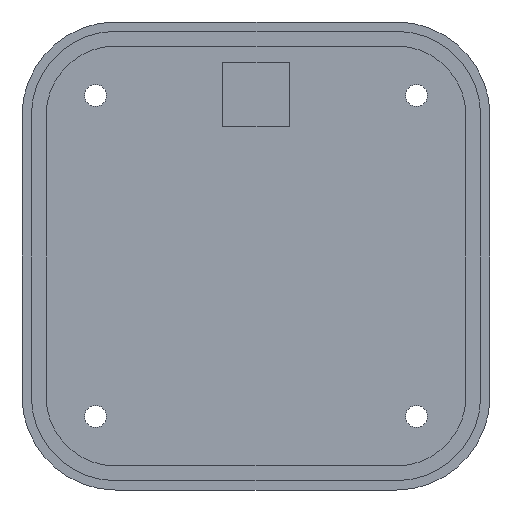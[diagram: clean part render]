
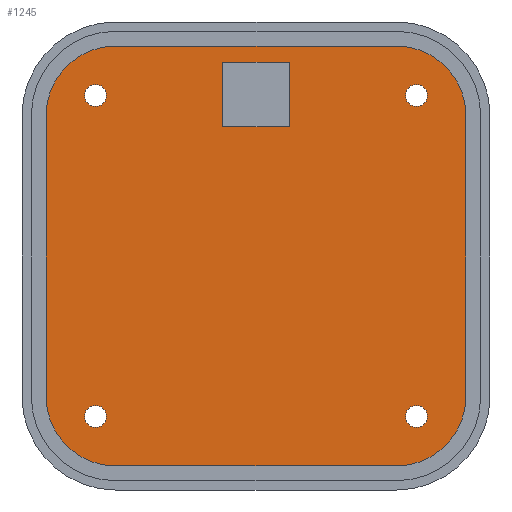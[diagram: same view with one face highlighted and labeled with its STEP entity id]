
A CAD part, front view. The second image highlights one B-rep face of the part: STEP entity #1245.
In plain terms, the highlighted planar face has unit normal (0, -1, 0).
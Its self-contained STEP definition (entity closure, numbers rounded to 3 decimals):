
#38=FACE_BOUND('',#239,.T.);
#39=FACE_BOUND('',#240,.T.);
#40=FACE_BOUND('',#241,.T.);
#41=FACE_BOUND('',#242,.T.);
#42=FACE_BOUND('',#243,.T.);
#79=PLANE('',#1385);
#153=FACE_OUTER_BOUND('',#238,.T.);
#238=EDGE_LOOP('',(#1077,#1078,#1079,#1080,#1081,#1082,#1083,#1084));
#239=EDGE_LOOP('',(#1085));
#240=EDGE_LOOP('',(#1086));
#241=EDGE_LOOP('',(#1087));
#242=EDGE_LOOP('',(#1088));
#243=EDGE_LOOP('',(#1089,#1090,#1091,#1092));
#307=LINE('',#2080,#413);
#312=LINE('',#2094,#418);
#316=LINE('',#2106,#422);
#320=LINE('',#2118,#426);
#343=LINE('',#2189,#449);
#345=LINE('',#2193,#451);
#346=LINE('',#2195,#452);
#347=LINE('',#2196,#453);
#413=VECTOR('',#1601,10.);
#418=VECTOR('',#1614,10.);
#422=VECTOR('',#1626,10.);
#426=VECTOR('',#1638,10.);
#449=VECTOR('',#1709,10.);
#451=VECTOR('',#1713,10.);
#452=VECTOR('',#1714,10.);
#453=VECTOR('',#1715,10.);
#498=CIRCLE('',#1326,1.65);
#500=CIRCLE('',#1329,1.65);
#502=CIRCLE('',#1332,1.65);
#504=CIRCLE('',#1335,1.65);
#509=CIRCLE('',#1350,10.4);
#511=CIRCLE('',#1354,10.4);
#513=CIRCLE('',#1358,10.4);
#515=CIRCLE('',#1362,10.4);
#578=VERTEX_POINT('',#2036);
#580=VERTEX_POINT('',#2042);
#582=VERTEX_POINT('',#2048);
#584=VERTEX_POINT('',#2054);
#589=VERTEX_POINT('',#2078);
#590=VERTEX_POINT('',#2079);
#593=VERTEX_POINT('',#2087);
#595=VERTEX_POINT('',#2093);
#597=VERTEX_POINT('',#2099);
#599=VERTEX_POINT('',#2105);
#601=VERTEX_POINT('',#2111);
#603=VERTEX_POINT('',#2117);
#626=VERTEX_POINT('',#2186);
#627=VERTEX_POINT('',#2188);
#628=VERTEX_POINT('',#2192);
#629=VERTEX_POINT('',#2194);
#715=EDGE_CURVE('',#578,#578,#498,.T.);
#718=EDGE_CURVE('',#580,#580,#500,.T.);
#721=EDGE_CURVE('',#582,#582,#502,.T.);
#724=EDGE_CURVE('',#584,#584,#504,.T.);
#733=EDGE_CURVE('',#589,#590,#307,.T.);
#737=EDGE_CURVE('',#593,#589,#509,.T.);
#740=EDGE_CURVE('',#595,#593,#312,.T.);
#743=EDGE_CURVE('',#597,#595,#511,.T.);
#746=EDGE_CURVE('',#599,#597,#316,.T.);
#749=EDGE_CURVE('',#601,#599,#513,.T.);
#752=EDGE_CURVE('',#603,#601,#320,.T.);
#755=EDGE_CURVE('',#590,#603,#515,.T.);
#787=EDGE_CURVE('',#627,#626,#343,.T.);
#789=EDGE_CURVE('',#626,#628,#345,.T.);
#790=EDGE_CURVE('',#628,#629,#346,.T.);
#791=EDGE_CURVE('',#629,#627,#347,.T.);
#1077=ORIENTED_EDGE('',*,*,#733,.T.);
#1078=ORIENTED_EDGE('',*,*,#755,.T.);
#1079=ORIENTED_EDGE('',*,*,#752,.T.);
#1080=ORIENTED_EDGE('',*,*,#749,.T.);
#1081=ORIENTED_EDGE('',*,*,#746,.T.);
#1082=ORIENTED_EDGE('',*,*,#743,.T.);
#1083=ORIENTED_EDGE('',*,*,#740,.T.);
#1084=ORIENTED_EDGE('',*,*,#737,.T.);
#1085=ORIENTED_EDGE('',*,*,#715,.T.);
#1086=ORIENTED_EDGE('',*,*,#718,.T.);
#1087=ORIENTED_EDGE('',*,*,#721,.T.);
#1088=ORIENTED_EDGE('',*,*,#724,.T.);
#1089=ORIENTED_EDGE('',*,*,#787,.T.);
#1090=ORIENTED_EDGE('',*,*,#789,.T.);
#1091=ORIENTED_EDGE('',*,*,#790,.T.);
#1092=ORIENTED_EDGE('',*,*,#791,.T.);
#1245=ADVANCED_FACE('',(#153,#38,#39,#40,#41,#42),#79,.T.);
#1326=AXIS2_PLACEMENT_3D('',#2038,#1548,#1549);
#1329=AXIS2_PLACEMENT_3D('',#2044,#1555,#1556);
#1332=AXIS2_PLACEMENT_3D('',#2050,#1562,#1563);
#1335=AXIS2_PLACEMENT_3D('',#2056,#1569,#1570);
#1350=AXIS2_PLACEMENT_3D('',#2088,#1607,#1608);
#1354=AXIS2_PLACEMENT_3D('',#2100,#1619,#1620);
#1358=AXIS2_PLACEMENT_3D('',#2112,#1631,#1632);
#1362=AXIS2_PLACEMENT_3D('',#2123,#1643,#1644);
#1385=AXIS2_PLACEMENT_3D('',#2191,#1711,#1712);
#1548=DIRECTION('center_axis',(0.,1.,0.));
#1549=DIRECTION('ref_axis',(-1.,0.,0.));
#1555=DIRECTION('center_axis',(0.,1.,0.));
#1556=DIRECTION('ref_axis',(-1.,0.,0.));
#1562=DIRECTION('center_axis',(0.,1.,0.));
#1563=DIRECTION('ref_axis',(-1.,0.,0.));
#1569=DIRECTION('center_axis',(0.,1.,0.));
#1570=DIRECTION('ref_axis',(-1.,0.,0.));
#1601=DIRECTION('',(-1.,0.,0.));
#1607=DIRECTION('center_axis',(0.,-1.,0.));
#1608=DIRECTION('ref_axis',(1.,0.,0.));
#1614=DIRECTION('',(0.,0.,1.));
#1619=DIRECTION('center_axis',(0.,-1.,0.));
#1620=DIRECTION('ref_axis',(0.,0.,-1.));
#1626=DIRECTION('',(1.,0.,0.));
#1631=DIRECTION('center_axis',(0.,-1.,0.));
#1632=DIRECTION('ref_axis',(-1.,0.,0.));
#1638=DIRECTION('',(0.,0.,-1.));
#1643=DIRECTION('center_axis',(0.,-1.,0.));
#1644=DIRECTION('ref_axis',(0.,0.,1.));
#1709=DIRECTION('',(-1.,0.,0.));
#1711=DIRECTION('center_axis',(0.,-1.,0.));
#1712=DIRECTION('ref_axis',(1.,0.,0.));
#1713=DIRECTION('',(0.,0.,1.));
#1714=DIRECTION('',(1.,0.,0.));
#1715=DIRECTION('',(0.,0.,-1.));
#2036=CARTESIAN_POINT('',(25.65,-8.,24.));
#2038=CARTESIAN_POINT('Origin',(24.,-8.,24.));
#2042=CARTESIAN_POINT('',(-22.35,-8.,-24.));
#2044=CARTESIAN_POINT('Origin',(-24.,-8.,-24.));
#2048=CARTESIAN_POINT('',(25.65,-8.,-24.));
#2050=CARTESIAN_POINT('Origin',(24.,-8.,-24.));
#2054=CARTESIAN_POINT('',(-22.35,-8.,24.));
#2056=CARTESIAN_POINT('Origin',(-24.,-8.,24.));
#2078=CARTESIAN_POINT('',(21.,-8.,31.4));
#2079=CARTESIAN_POINT('',(-21.,-8.,31.4));
#2080=CARTESIAN_POINT('',(10.5,-8.,31.4));
#2087=CARTESIAN_POINT('',(31.4,-8.,21.));
#2088=CARTESIAN_POINT('Origin',(21.,-8.,21.));
#2093=CARTESIAN_POINT('',(31.4,-8.,-21.));
#2094=CARTESIAN_POINT('',(31.4,-8.,-10.5));
#2099=CARTESIAN_POINT('',(21.,-8.,-31.4));
#2100=CARTESIAN_POINT('Origin',(21.,-8.,-21.));
#2105=CARTESIAN_POINT('',(-21.,-8.,-31.4));
#2106=CARTESIAN_POINT('',(-10.5,-8.,-31.4));
#2111=CARTESIAN_POINT('',(-31.4,-8.,-21.));
#2112=CARTESIAN_POINT('Origin',(-21.,-8.,-21.));
#2117=CARTESIAN_POINT('',(-31.4,-8.,21.));
#2118=CARTESIAN_POINT('',(-31.4,-8.,10.5));
#2123=CARTESIAN_POINT('Origin',(-21.,-8.,21.));
#2186=CARTESIAN_POINT('',(-5.,-8.,19.295));
#2188=CARTESIAN_POINT('',(5.,-8.,19.295));
#2189=CARTESIAN_POINT('',(-5.,-8.,19.295));
#2191=CARTESIAN_POINT('Origin',(0.,-8.,0.));
#2192=CARTESIAN_POINT('',(-5.,-8.,29.));
#2193=CARTESIAN_POINT('',(-5.,-8.,19.295));
#2194=CARTESIAN_POINT('',(5.,-8.,29.));
#2195=CARTESIAN_POINT('',(-5.,-8.,29.));
#2196=CARTESIAN_POINT('',(5.,-8.,29.));
